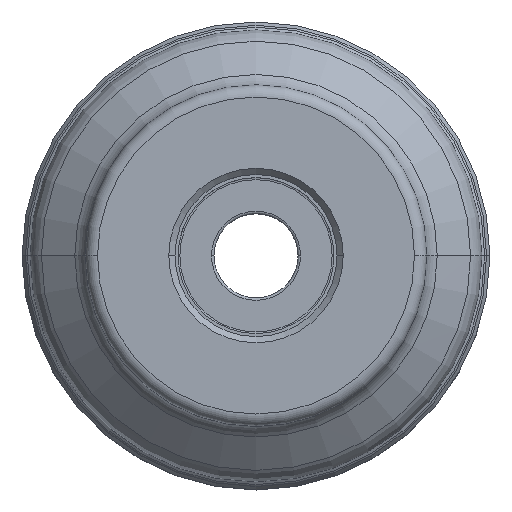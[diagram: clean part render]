
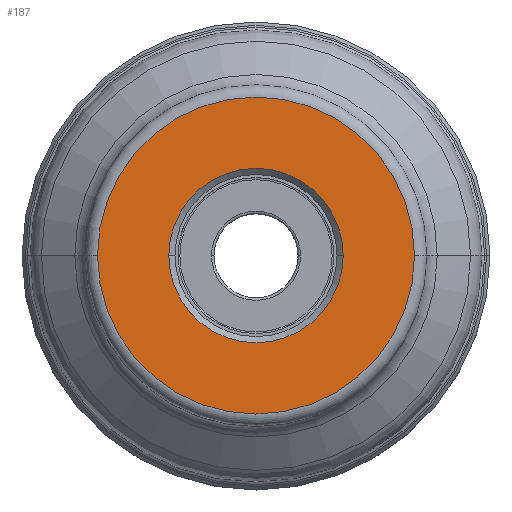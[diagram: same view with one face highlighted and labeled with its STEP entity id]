
A CAD part, top view. The second image highlights one B-rep face of the part: STEP entity #187.
In plain terms, the highlighted planar face has unit normal (0, 0, 1).
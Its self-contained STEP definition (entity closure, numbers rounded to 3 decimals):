
#65=PLANE('',#1733);
#80=FACE_BOUND('',#388,.T.);
#81=FACE_BOUND('',#389,.T.);
#187=ADVANCED_FACE('',(#80,#81),#65,.F.);
#388=EDGE_LOOP('',(#729,#730,#731,#732));
#389=EDGE_LOOP('',(#733,#734));
#729=ORIENTED_EDGE('',*,*,#1094,.T.);
#730=ORIENTED_EDGE('',*,*,#1095,.T.);
#731=ORIENTED_EDGE('',*,*,#1096,.T.);
#732=ORIENTED_EDGE('',*,*,#1097,.F.);
#733=ORIENTED_EDGE('',*,*,#1093,.T.);
#734=ORIENTED_EDGE('',*,*,#1091,.T.);
#903=VERTEX_POINT('',#2694);
#904=VERTEX_POINT('',#2696);
#905=VERTEX_POINT('',#2702);
#906=VERTEX_POINT('',#2703);
#907=VERTEX_POINT('',#2705);
#908=VERTEX_POINT('',#2707);
#1091=EDGE_CURVE('',#904,#903,#1256,.T.);
#1093=EDGE_CURVE('',#903,#904,#1257,.T.);
#1094=EDGE_CURVE('',#905,#906,#1258,.T.);
#1095=EDGE_CURVE('',#906,#907,#1259,.T.);
#1096=EDGE_CURVE('',#907,#908,#1260,.T.);
#1097=EDGE_CURVE('',#905,#908,#1261,.T.);
#1256=CIRCLE('',#1725,14.2);
#1257=CIRCLE('',#1727,14.2);
#1258=CIRCLE('',#1729,25.815);
#1259=CIRCLE('',#1730,25.815);
#1260=CIRCLE('',#1731,25.815);
#1261=CIRCLE('',#1732,25.815);
#1725=AXIS2_PLACEMENT_3D('',#2695,#2240,#2241);
#1727=AXIS2_PLACEMENT_3D('',#2699,#2245,#2246);
#1729=AXIS2_PLACEMENT_3D('',#2701,#2249,#2250);
#1730=AXIS2_PLACEMENT_3D('',#2704,#2251,#2252);
#1731=AXIS2_PLACEMENT_3D('',#2706,#2253,#2254);
#1732=AXIS2_PLACEMENT_3D('',#2708,#2255,#2256);
#1733=AXIS2_PLACEMENT_3D('',#2709,#2257,#2258);
#2240=DIRECTION('',(0.,0.,-1.));
#2241=DIRECTION('',(1.,0.,0.));
#2245=DIRECTION('',(0.,0.,-1.));
#2246=DIRECTION('',(-1.,0.,0.));
#2249=DIRECTION('',(0.,0.,1.));
#2250=DIRECTION('',(1.,0.,0.));
#2251=DIRECTION('',(0.,0.,1.));
#2252=DIRECTION('',(-1.,0.001,0.));
#2253=DIRECTION('',(0.,0.,1.));
#2254=DIRECTION('',(-1.,0.,0.));
#2255=DIRECTION('',(0.,0.,-1.));
#2256=DIRECTION('',(1.,0.,0.));
#2257=DIRECTION('',(0.,0.,-1.));
#2258=DIRECTION('',(1.,0.,0.));
#2694=CARTESIAN_POINT('',(-14.2,0.,0.));
#2695=CARTESIAN_POINT('',(0.,0.,0.));
#2696=CARTESIAN_POINT('',(14.2,0.,0.));
#2699=CARTESIAN_POINT('',(0.,0.,0.));
#2701=CARTESIAN_POINT('',(0.,0.,0.));
#2702=CARTESIAN_POINT('',(25.815,0.,0.));
#2703=CARTESIAN_POINT('',(-25.815,0.02,0.));
#2704=CARTESIAN_POINT('',(0.,0.,0.));
#2705=CARTESIAN_POINT('',(-25.815,0.,0.));
#2706=CARTESIAN_POINT('',(0.,0.,0.));
#2707=CARTESIAN_POINT('',(25.815,-0.02,0.));
#2708=CARTESIAN_POINT('',(0.,0.,0.));
#2709=CARTESIAN_POINT('',(0.,0.,0.));
